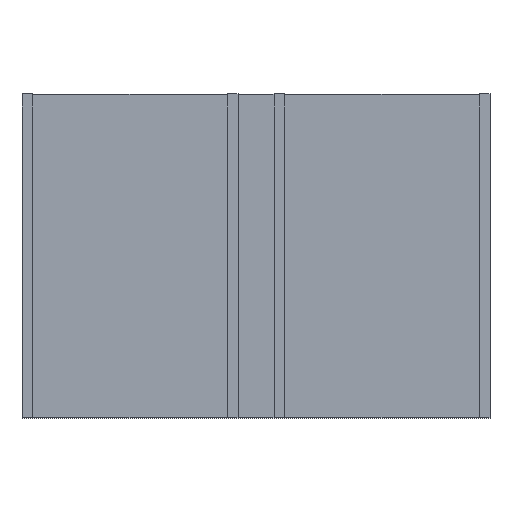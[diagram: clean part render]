
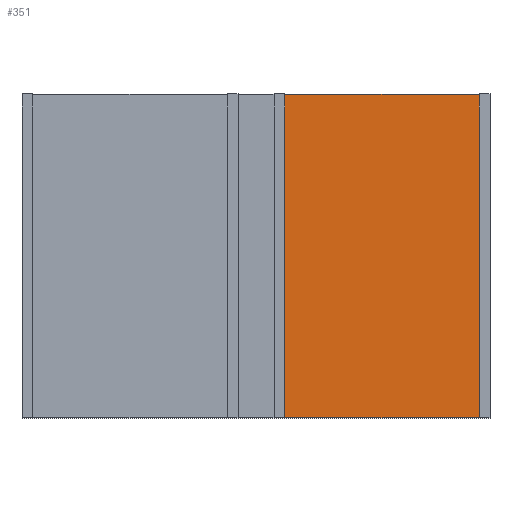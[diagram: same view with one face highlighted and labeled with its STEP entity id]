
A CAD part, top view. The second image highlights one B-rep face of the part: STEP entity #351.
In plain terms, the highlighted planar face has unit normal (0, 0, 1).
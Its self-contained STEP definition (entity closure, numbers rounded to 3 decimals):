
#25=FACE_OUTER_BOUND('',#43,.T.);
#43=EDGE_LOOP('',(#267,#268,#269,#270));
#61=LINE('',#508,#109);
#68=LINE('',#523,#116);
#85=LINE('',#557,#133);
#86=LINE('',#558,#134);
#109=VECTOR('',#417,10.);
#116=VECTOR('',#428,10.);
#133=VECTOR('',#455,10.);
#134=VECTOR('',#456,10.);
#155=VERTEX_POINT('',#506);
#156=VERTEX_POINT('',#507);
#161=VERTEX_POINT('',#521);
#162=VERTEX_POINT('',#522);
#189=EDGE_CURVE('',#155,#156,#61,.T.);
#196=EDGE_CURVE('',#161,#162,#68,.T.);
#213=EDGE_CURVE('',#156,#161,#85,.T.);
#214=EDGE_CURVE('',#162,#155,#86,.T.);
#267=ORIENTED_EDGE('',*,*,#189,.T.);
#268=ORIENTED_EDGE('',*,*,#213,.T.);
#269=ORIENTED_EDGE('',*,*,#196,.T.);
#270=ORIENTED_EDGE('',*,*,#214,.T.);
#333=PLANE('',#389);
#351=ADVANCED_FACE('',(#25),#333,.T.);
#389=AXIS2_PLACEMENT_3D('',#556,#453,#454);
#417=DIRECTION('',(0.,1.,0.));
#428=DIRECTION('',(0.,-1.,0.));
#453=DIRECTION('center_axis',(0.,0.,1.));
#454=DIRECTION('ref_axis',(1.,0.,0.));
#455=DIRECTION('',(-1.,0.,0.));
#456=DIRECTION('',(1.,0.,0.));
#506=CARTESIAN_POINT('',(62.75,-26.5,3.));
#507=CARTESIAN_POINT('',(62.75,18.5,3.));
#508=CARTESIAN_POINT('',(62.75,7.25,3.));
#521=CARTESIAN_POINT('',(35.75,18.5,3.));
#522=CARTESIAN_POINT('',(35.75,-26.5,3.));
#523=CARTESIAN_POINT('',(35.75,-15.25,3.));
#556=CARTESIAN_POINT('Origin',(31.75,-4.,3.));
#557=CARTESIAN_POINT('',(64.25,18.5,3.));
#558=CARTESIAN_POINT('',(-0.75,-26.5,3.));
